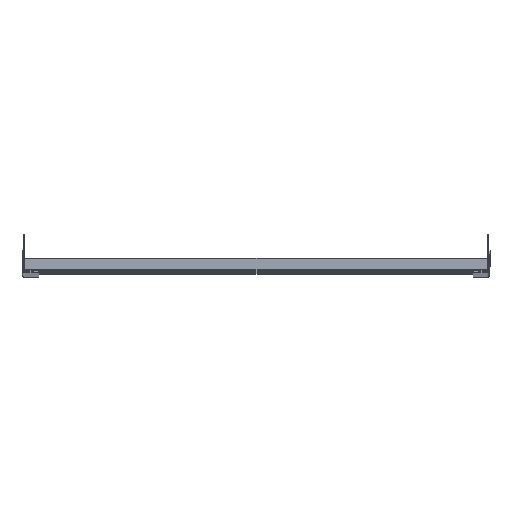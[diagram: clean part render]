
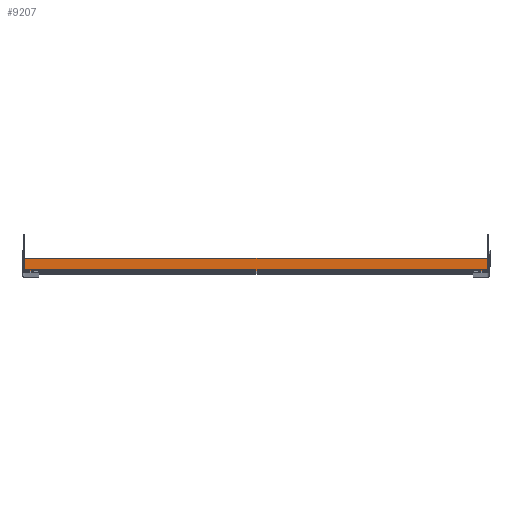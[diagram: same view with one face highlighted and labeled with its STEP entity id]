
A CAD part, top view. The second image highlights one B-rep face of the part: STEP entity #9207.
In plain terms, the highlighted planar face has unit normal (0, 0, 1).
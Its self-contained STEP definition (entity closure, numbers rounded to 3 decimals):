
#13 = CARTESIAN_POINT ( 'NONE',  ( 0.7, -18.709, 1377.21 ) ) ;
#19 = CARTESIAN_POINT ( 'NONE',  ( 0.7, -18.709, 1377.21 ) ) ;
#27 = CARTESIAN_POINT ( 'NONE',  ( 0.7, -2.709, 1377.21 ) ) ;
#29 = DIRECTION ( 'NONE',  ( 0., 1., 0. ) ) ;
#31 = DIRECTION ( 'NONE',  ( 1., 0., 0. ) ) ;
#32 = CARTESIAN_POINT ( 'NONE',  ( -596.3, -18.709, 1377.21 ) ) ;
#33 = DIRECTION ( 'NONE',  ( 0., 1., 0. ) ) ;
#37 = DIRECTION ( 'NONE',  ( -1., 0., 0. ) ) ;
#64 = CARTESIAN_POINT ( 'NONE',  ( 0.7, -18.709, 1377.21 ) ) ;
#66 = DIRECTION ( 'NONE',  ( -1., 0., 0. ) ) ;
#861 = VERTEX_POINT ( 'NONE', #2669 ) ;
#862 = VERTEX_POINT ( 'NONE', #2670 ) ;
#980 = VERTEX_POINT ( 'NONE', #8380 ) ;
#985 = VERTEX_POINT ( 'NONE', #8385 ) ;
#989 = VERTEX_POINT ( 'NONE', #8389 ) ;
#992 = VERTEX_POINT ( 'NONE', #8392 ) ;
#1412 = ORIENTED_EDGE ( 'NONE', *, *, #6021, .F. ) ;
#1413 = ORIENTED_EDGE ( 'NONE', *, *, #6037, .F. ) ;
#1414 = ORIENTED_EDGE ( 'NONE', *, *, #6020, .T. ) ;
#1415 = ORIENTED_EDGE ( 'NONE', *, *, #1785, .F. ) ;
#1416 = ORIENTED_EDGE ( 'NONE', *, *, #8606, .F. ) ;
#1417 = ORIENTED_EDGE ( 'NONE', *, *, #1786, .F. ) ;
#1418 = ORIENTED_EDGE ( 'NONE', *, *, #6019, .T. ) ;
#1419 = ORIENTED_EDGE ( 'NONE', *, *, #6023, .T. ) ;
#1785 = EDGE_CURVE ( 'NONE', #9088, #861, #4963, .T. ) ;
#1786 = EDGE_CURVE ( 'NONE', #862, #9085, #4967, .T. ) ;
#2669 = CARTESIAN_POINT ( 'NONE',  ( -578.3, -18.709, 1377.21 ) ) ;
#2670 = CARTESIAN_POINT ( 'NONE',  ( 0.7, -18.709, 1377.21 ) ) ;
#2795 = AXIS2_PLACEMENT_3D ( 'NONE', #3834, #3852, #3854 ) ;
#3026 = FACE_OUTER_BOUND ( 'NONE', #8880, .T. ) ;
#3308 = CARTESIAN_POINT ( 'NONE',  ( -10.5, -18.709, 1377.21 ) ) ;
#3313 = CARTESIAN_POINT ( 'NONE',  ( -17.3, -18.709, 1377.21 ) ) ;
#3834 = CARTESIAN_POINT ( 'NONE',  ( 0.7, -18.709, 1377.21 ) ) ;
#3848 = PLANE ( 'NONE',  #2795 ) ;
#3852 = DIRECTION ( 'NONE',  ( 0., 0., 1. ) ) ;
#3854 = DIRECTION ( 'NONE',  ( 0., -1., 0. ) ) ;
#3866 = LINE ( 'NONE', #13, #3888 ) ;
#3882 = LINE ( 'NONE', #19, #3891 ) ;
#3886 = LINE ( 'NONE', #27, #3903 ) ;
#3888 = VECTOR ( 'NONE', #29, 1000. ) ;
#3889 = LINE ( 'NONE', #32, #3896 ) ;
#3891 = VECTOR ( 'NONE', #31, 1000. ) ;
#3896 = VECTOR ( 'NONE', #33, 1000. ) ;
#3903 = VECTOR ( 'NONE', #37, 1000. ) ;
#3952 = LINE ( 'NONE', #64, #3957 ) ;
#3957 = VECTOR ( 'NONE', #66, 1000. ) ;
#4963 = LINE ( 'NONE', #10320, #4968 ) ;
#4967 = LINE ( 'NONE', #10331, #4970 ) ;
#4968 = VECTOR ( 'NONE', #10330, 1000. ) ;
#4970 = VECTOR ( 'NONE', #10333, 1000. ) ;
#6019 = EDGE_CURVE ( 'NONE', #862, #992, #3866, .T. ) ;
#6020 = EDGE_CURVE ( 'NONE', #980, #861, #3882, .T. ) ;
#6021 = EDGE_CURVE ( 'NONE', #985, #989, #3889, .T. ) ;
#6023 = EDGE_CURVE ( 'NONE', #992, #989, #3886, .T. ) ;
#6037 = EDGE_CURVE ( 'NONE', #980, #985, #3952, .T. ) ;
#6888 = LINE ( 'NONE', #7244, #6891 ) ;
#6891 = VECTOR ( 'NONE', #7246, 1000. ) ;
#7244 = CARTESIAN_POINT ( 'NONE',  ( 0.7, -18.709, 1377.21 ) ) ;
#7246 = DIRECTION ( 'NONE',  ( -1., 0., 0. ) ) ;
#8380 = CARTESIAN_POINT ( 'NONE',  ( -585.1, -18.709, 1377.21 ) ) ;
#8385 = CARTESIAN_POINT ( 'NONE',  ( -596.3, -18.709, 1377.21 ) ) ;
#8389 = CARTESIAN_POINT ( 'NONE',  ( -596.3, -2.709, 1377.21 ) ) ;
#8392 = CARTESIAN_POINT ( 'NONE',  ( 0.7, -2.709, 1377.21 ) ) ;
#8606 = EDGE_CURVE ( 'NONE', #9085, #9088, #6888, .T. ) ;
#8880 = EDGE_LOOP ( 'NONE', ( #1412, #1413, #1414, #1415, #1416, #1417, #1418, #1419 ) ) ;
#9085 = VERTEX_POINT ( 'NONE', #3308 ) ;
#9088 = VERTEX_POINT ( 'NONE', #3313 ) ;
#9207 = ADVANCED_FACE ( 'NONE', ( #3026 ), #3848, .T. ) ;
#10320 = CARTESIAN_POINT ( 'NONE',  ( 0.7, -18.709, 1377.21 ) ) ;
#10330 = DIRECTION ( 'NONE',  ( -1., 0., 0. ) ) ;
#10331 = CARTESIAN_POINT ( 'NONE',  ( 0.7, -18.709, 1377.21 ) ) ;
#10333 = DIRECTION ( 'NONE',  ( -1., 0., 0. ) ) ;
